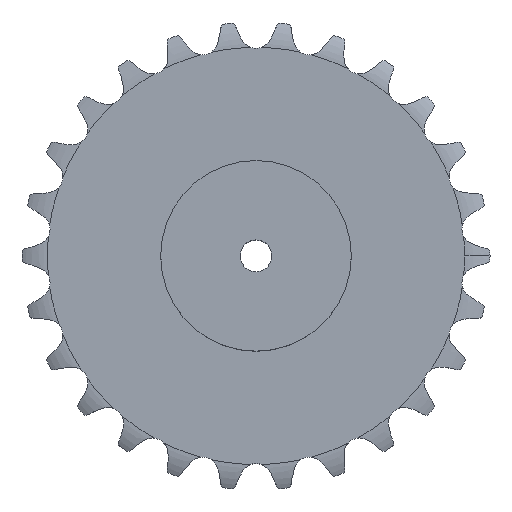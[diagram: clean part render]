
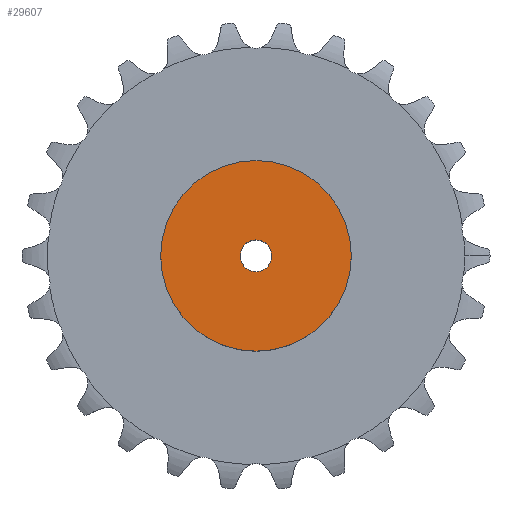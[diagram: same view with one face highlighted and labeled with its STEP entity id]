
A CAD part, top view. The second image highlights one B-rep face of the part: STEP entity #29607.
In plain terms, the highlighted planar face has unit normal (0, 0, 1).
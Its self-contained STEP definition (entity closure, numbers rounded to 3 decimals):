
#3564 = CYLINDRICAL_SURFACE('',#3565,90.);
#3565 = AXIS2_PLACEMENT_3D('',#3566,#3567,#3568);
#3566 = CARTESIAN_POINT('',(0.,0.,0.));
#3567 = DIRECTION('',(-0.,-0.,-1.));
#3568 = DIRECTION('',(1.,0.,0.));
#19048 = VERTEX_POINT('',#19049);
#19049 = CARTESIAN_POINT('',(90.,0.,90.));
#19070 = EDGE_CURVE('',#19048,#19048,#19071,.T.);
#19071 = SURFACE_CURVE('',#19072,(#19077,#19084),.PCURVE_S1.);
#19072 = CIRCLE('',#19073,90.);
#19073 = AXIS2_PLACEMENT_3D('',#19074,#19075,#19076);
#19074 = CARTESIAN_POINT('',(0.,0.,90.));
#19075 = DIRECTION('',(0.,0.,1.));
#19076 = DIRECTION('',(1.,0.,0.));
#19077 = PCURVE('',#3564,#19078);
#19078 = DEFINITIONAL_REPRESENTATION('',(#19079),#19083);
#19079 = LINE('',#19080,#19081);
#19080 = CARTESIAN_POINT('',(-0.,-90.));
#19081 = VECTOR('',#19082,1.);
#19082 = DIRECTION('',(-1.,0.));
#19083 = ( GEOMETRIC_REPRESENTATION_CONTEXT(2) 
PARAMETRIC_REPRESENTATION_CONTEXT() REPRESENTATION_CONTEXT('2D SPACE',''
  ) );
#19084 = PCURVE('',#19085,#19090);
#19085 = PLANE('',#19086);
#19086 = AXIS2_PLACEMENT_3D('',#19087,#19088,#19089);
#19087 = CARTESIAN_POINT('',(0.,0.,90.)
  );
#19088 = DIRECTION('',(0.,0.,1.));
#19089 = DIRECTION('',(1.,0.,0.));
#19090 = DEFINITIONAL_REPRESENTATION('',(#19091),#19095);
#19091 = CIRCLE('',#19092,90.);
#19092 = AXIS2_PLACEMENT_2D('',#19093,#19094);
#19093 = CARTESIAN_POINT('',(0.,0.));
#19094 = DIRECTION('',(1.,0.));
#19095 = ( GEOMETRIC_REPRESENTATION_CONTEXT(2) 
PARAMETRIC_REPRESENTATION_CONTEXT() REPRESENTATION_CONTEXT('2D SPACE',''
  ) );
#25344 = CYLINDRICAL_SURFACE('',#25345,15.);
#25345 = AXIS2_PLACEMENT_3D('',#25346,#25347,#25348);
#25346 = CARTESIAN_POINT('',(0.,0.,674.587));
#25347 = DIRECTION('',(0.,0.,1.));
#25348 = DIRECTION('',(1.,0.,0.));
#29607 = ADVANCED_FACE('',(#29608,#29611),#19085,.T.);
#29608 = FACE_BOUND('',#29609,.T.);
#29609 = EDGE_LOOP('',(#29610));
#29610 = ORIENTED_EDGE('',*,*,#19070,.T.);
#29611 = FACE_BOUND('',#29612,.T.);
#29612 = EDGE_LOOP('',(#29613));
#29613 = ORIENTED_EDGE('',*,*,#29614,.F.);
#29614 = EDGE_CURVE('',#29615,#29615,#29617,.T.);
#29615 = VERTEX_POINT('',#29616);
#29616 = CARTESIAN_POINT('',(15.,0.,90.));
#29617 = SURFACE_CURVE('',#29618,(#29623,#29630),.PCURVE_S1.);
#29618 = CIRCLE('',#29619,15.);
#29619 = AXIS2_PLACEMENT_3D('',#29620,#29621,#29622);
#29620 = CARTESIAN_POINT('',(0.,0.,90.));
#29621 = DIRECTION('',(0.,0.,1.));
#29622 = DIRECTION('',(1.,0.,0.));
#29623 = PCURVE('',#19085,#29624);
#29624 = DEFINITIONAL_REPRESENTATION('',(#29625),#29629);
#29625 = CIRCLE('',#29626,15.);
#29626 = AXIS2_PLACEMENT_2D('',#29627,#29628);
#29627 = CARTESIAN_POINT('',(0.,0.));
#29628 = DIRECTION('',(1.,0.));
#29629 = ( GEOMETRIC_REPRESENTATION_CONTEXT(2) 
PARAMETRIC_REPRESENTATION_CONTEXT() REPRESENTATION_CONTEXT('2D SPACE',''
  ) );
#29630 = PCURVE('',#25344,#29631);
#29631 = DEFINITIONAL_REPRESENTATION('',(#29632),#29636);
#29632 = LINE('',#29633,#29634);
#29633 = CARTESIAN_POINT('',(0.,-584.587));
#29634 = VECTOR('',#29635,1.);
#29635 = DIRECTION('',(1.,0.));
#29636 = ( GEOMETRIC_REPRESENTATION_CONTEXT(2) 
PARAMETRIC_REPRESENTATION_CONTEXT() REPRESENTATION_CONTEXT('2D SPACE',''
  ) );
